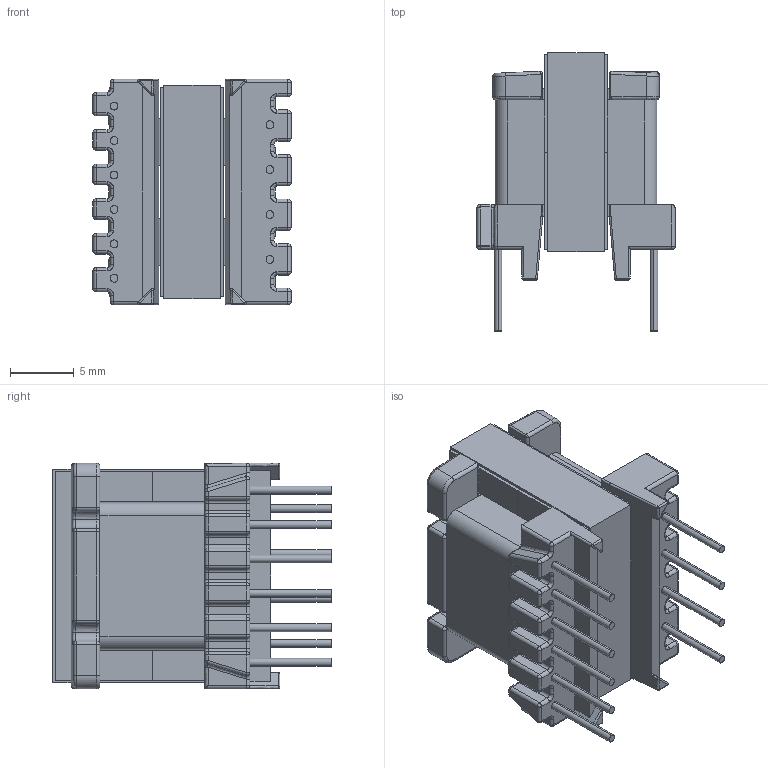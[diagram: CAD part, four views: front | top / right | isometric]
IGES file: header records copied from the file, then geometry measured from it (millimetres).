
Start section: SolidWorks IGES file using analytic representation for surfaces
Global section: file name: EE16-7-5_5278.IGS; native system: SolidWorks 2017; preprocessor: SolidWorks 2017; author: tisha.pedersen; date: 190131.102337; units: millimetre
Bounding box: 15.48 x 21.73 x 17.62 mm (x, y, z)
Surface area: 4300.3 mm2 (no closed solid volume)
Topology: 0 solids, 0 shells, 609 faces, 3651 edges, 3569 vertices
Faces by surface type: revolution 349, bspline 260
